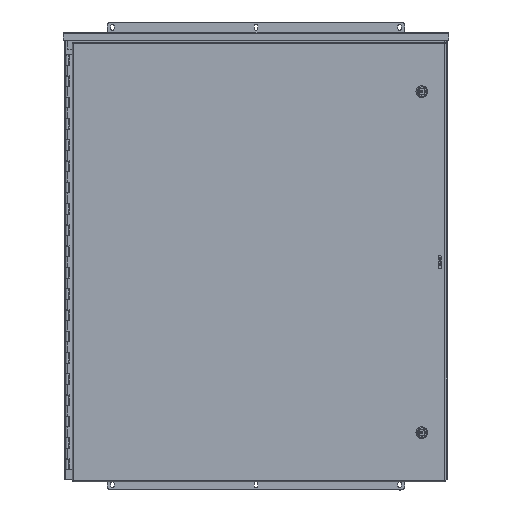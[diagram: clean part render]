
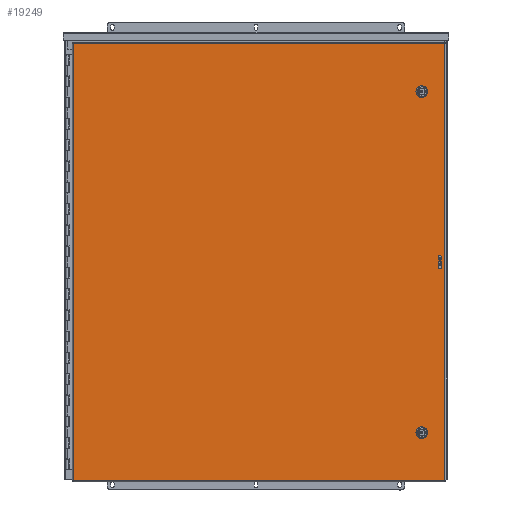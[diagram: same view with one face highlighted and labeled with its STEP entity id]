
A CAD part, top view. The second image highlights one B-rep face of the part: STEP entity #19249.
In plain terms, the highlighted planar face has unit normal (0, 0, 1).
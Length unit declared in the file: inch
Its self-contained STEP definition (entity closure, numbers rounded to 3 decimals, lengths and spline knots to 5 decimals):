
#805=FACE_BOUND('',#2968,.T.);
#806=FACE_BOUND('',#2969,.T.);
#807=FACE_BOUND('',#2970,.T.);
#957=CIRCLE('',#20367,0.453);
#959=CIRCLE('',#20371,0.453);
#961=CIRCLE('',#20375,0.453);
#963=CIRCLE('',#20379,0.453);
#965=CIRCLE('',#20408,0.453);
#967=CIRCLE('',#20412,0.453);
#969=CIRCLE('',#20416,0.453);
#971=CIRCLE('',#20420,0.453);
#972=CIRCLE('',#20427,0.125);
#974=CIRCLE('',#20430,0.125);
#1848=FACE_OUTER_BOUND('',#2967,.T.);
#2967=EDGE_LOOP('',(#13021,#13022,#13023,#13024));
#2968=EDGE_LOOP('',(#13025,#13026,#13027,#13028,#13029,#13030,#13031,#13032));
#2969=EDGE_LOOP('',(#13033,#13034,#13035,#13036,#13037,#13038,#13039,#13040));
#2970=EDGE_LOOP('',(#13041,#13042,#13043,#13044));
#4186=LINE('',#28359,#6024);
#4190=LINE('',#28371,#6028);
#4194=LINE('',#28383,#6032);
#4198=LINE('',#28393,#6036);
#4248=LINE('',#28715,#6086);
#4265=LINE('',#28927,#6103);
#4269=LINE('',#28941,#6107);
#4273=LINE('',#28953,#6111);
#4277=LINE('',#28965,#6115);
#4281=LINE('',#28975,#6119);
#4285=LINE('',#28986,#6123);
#4291=LINE('',#29004,#6129);
#4293=LINE('',#29008,#6131);
#4294=LINE('',#29011,#6132);
#6024=VECTOR('',#22763,0.42712);
#6028=VECTOR('',#22775,0.42712);
#6032=VECTOR('',#22787,0.42712);
#6036=VECTOR('',#22799,0.42712);
#6086=VECTOR('',#22883,41.102);
#6103=VECTOR('',#22916,41.102);
#6107=VECTOR('',#22928,0.42712);
#6111=VECTOR('',#22940,0.42712);
#6115=VECTOR('',#22952,0.42712);
#6119=VECTOR('',#22964,0.42712);
#6123=VECTOR('',#22976,1.);
#6129=VECTOR('',#22996,1.);
#6131=VECTOR('',#23002,34.9145);
#6132=VECTOR('',#23007,34.9145);
#7789=VERTEX_POINT('',#28350);
#7790=VERTEX_POINT('',#28352);
#7792=VERTEX_POINT('',#28358);
#7794=VERTEX_POINT('',#28364);
#7796=VERTEX_POINT('',#28370);
#7798=VERTEX_POINT('',#28376);
#7800=VERTEX_POINT('',#28382);
#7802=VERTEX_POINT('',#28388);
#7815=VERTEX_POINT('',#28490);
#7831=VERTEX_POINT('',#28608);
#7846=VERTEX_POINT('',#28714);
#7854=VERTEX_POINT('',#28863);
#7857=VERTEX_POINT('',#28932);
#7858=VERTEX_POINT('',#28934);
#7860=VERTEX_POINT('',#28940);
#7862=VERTEX_POINT('',#28946);
#7864=VERTEX_POINT('',#28952);
#7866=VERTEX_POINT('',#28958);
#7868=VERTEX_POINT('',#28964);
#7870=VERTEX_POINT('',#28970);
#7871=VERTEX_POINT('',#28982);
#7873=VERTEX_POINT('',#28985);
#7875=VERTEX_POINT('',#28991);
#7877=VERTEX_POINT('',#28997);
#9661=EDGE_CURVE('',#7790,#7789,#957,.T.);
#9664=EDGE_CURVE('',#7792,#7790,#4186,.T.);
#9667=EDGE_CURVE('',#7794,#7792,#959,.T.);
#9670=EDGE_CURVE('',#7796,#7794,#4190,.T.);
#9673=EDGE_CURVE('',#7798,#7796,#961,.T.);
#9676=EDGE_CURVE('',#7800,#7798,#4194,.T.);
#9679=EDGE_CURVE('',#7802,#7800,#963,.T.);
#9682=EDGE_CURVE('',#7789,#7802,#4198,.T.);
#9747=EDGE_CURVE('',#7846,#7831,#4248,.T.);
#9773=EDGE_CURVE('',#7815,#7854,#4265,.T.);
#9776=EDGE_CURVE('',#7858,#7857,#965,.T.);
#9779=EDGE_CURVE('',#7860,#7858,#4269,.T.);
#9782=EDGE_CURVE('',#7862,#7860,#967,.T.);
#9785=EDGE_CURVE('',#7864,#7862,#4273,.T.);
#9788=EDGE_CURVE('',#7866,#7864,#969,.T.);
#9791=EDGE_CURVE('',#7868,#7866,#4277,.T.);
#9794=EDGE_CURVE('',#7870,#7868,#971,.T.);
#9797=EDGE_CURVE('',#7857,#7870,#4281,.T.);
#9801=EDGE_CURVE('',#7873,#7871,#4285,.T.);
#9804=EDGE_CURVE('',#7875,#7871,#972,.T.);
#9807=EDGE_CURVE('',#7873,#7877,#974,.T.);
#9811=EDGE_CURVE('',#7875,#7877,#4291,.T.);
#9813=EDGE_CURVE('',#7831,#7815,#4293,.T.);
#9814=EDGE_CURVE('',#7854,#7846,#4294,.T.);
#13021=ORIENTED_EDGE('',*,*,#9773,.T.);
#13022=ORIENTED_EDGE('',*,*,#9814,.T.);
#13023=ORIENTED_EDGE('',*,*,#9747,.T.);
#13024=ORIENTED_EDGE('',*,*,#9813,.T.);
#13025=ORIENTED_EDGE('',*,*,#9661,.T.);
#13026=ORIENTED_EDGE('',*,*,#9682,.T.);
#13027=ORIENTED_EDGE('',*,*,#9679,.T.);
#13028=ORIENTED_EDGE('',*,*,#9676,.T.);
#13029=ORIENTED_EDGE('',*,*,#9673,.T.);
#13030=ORIENTED_EDGE('',*,*,#9670,.T.);
#13031=ORIENTED_EDGE('',*,*,#9667,.T.);
#13032=ORIENTED_EDGE('',*,*,#9664,.T.);
#13033=ORIENTED_EDGE('',*,*,#9776,.T.);
#13034=ORIENTED_EDGE('',*,*,#9797,.T.);
#13035=ORIENTED_EDGE('',*,*,#9794,.T.);
#13036=ORIENTED_EDGE('',*,*,#9791,.T.);
#13037=ORIENTED_EDGE('',*,*,#9788,.T.);
#13038=ORIENTED_EDGE('',*,*,#9785,.T.);
#13039=ORIENTED_EDGE('',*,*,#9782,.T.);
#13040=ORIENTED_EDGE('',*,*,#9779,.T.);
#13041=ORIENTED_EDGE('',*,*,#9801,.T.);
#13042=ORIENTED_EDGE('',*,*,#9804,.F.);
#13043=ORIENTED_EDGE('',*,*,#9811,.T.);
#13044=ORIENTED_EDGE('',*,*,#9807,.F.);
#17521=PLANE('',#20438);
#19249=ADVANCED_FACE('',(#1848,#805,#806,#807),#17521,.T.);
#20367=AXIS2_PLACEMENT_3D('',#28353,#22757,#22758);
#20371=AXIS2_PLACEMENT_3D('',#28365,#22769,#22770);
#20375=AXIS2_PLACEMENT_3D('',#28377,#22781,#22782);
#20379=AXIS2_PLACEMENT_3D('',#28389,#22793,#22794);
#20408=AXIS2_PLACEMENT_3D('',#28935,#22922,#22923);
#20412=AXIS2_PLACEMENT_3D('',#28947,#22934,#22935);
#20416=AXIS2_PLACEMENT_3D('',#28959,#22946,#22947);
#20420=AXIS2_PLACEMENT_3D('',#28971,#22958,#22959);
#20427=AXIS2_PLACEMENT_3D('',#28992,#22981,#22982);
#20430=AXIS2_PLACEMENT_3D('',#28998,#22988,#22989);
#20438=AXIS2_PLACEMENT_3D('',#29013,#23010,#23011);
#22757=DIRECTION('center_axis',(0.,0.,-1.));
#22758=DIRECTION('ref_axis',(0.882,0.471,0.));
#22763=DIRECTION('',(1.,0.,0.));
#22769=DIRECTION('center_axis',(0.,0.,-1.));
#22770=DIRECTION('ref_axis',(-0.471,0.882,0.));
#22775=DIRECTION('',(0.,1.,0.));
#22781=DIRECTION('center_axis',(0.,0.,-1.));
#22782=DIRECTION('ref_axis',(-0.882,-0.471,0.));
#22787=DIRECTION('',(-1.,0.,0.));
#22793=DIRECTION('center_axis',(0.,0.,-1.));
#22794=DIRECTION('ref_axis',(0.471,-0.882,0.));
#22799=DIRECTION('',(0.,-1.,0.));
#22883=DIRECTION('',(0.,-1.,0.));
#22916=DIRECTION('',(0.,1.,0.));
#22922=DIRECTION('center_axis',(0.,0.,-1.));
#22923=DIRECTION('ref_axis',(0.882,0.471,0.));
#22928=DIRECTION('',(1.,0.,0.));
#22934=DIRECTION('center_axis',(0.,0.,-1.));
#22935=DIRECTION('ref_axis',(-0.471,0.882,0.));
#22940=DIRECTION('',(0.,1.,0.));
#22946=DIRECTION('center_axis',(0.,0.,-1.));
#22947=DIRECTION('ref_axis',(-0.882,-0.471,0.));
#22952=DIRECTION('',(-1.,0.,0.));
#22958=DIRECTION('center_axis',(0.,0.,-1.));
#22959=DIRECTION('ref_axis',(0.471,-0.882,0.));
#22964=DIRECTION('',(0.,-1.,0.));
#22976=DIRECTION('',(0.,-1.,0.));
#22981=DIRECTION('center_axis',(0.,0.,1.));
#22982=DIRECTION('ref_axis',(-0.707,-0.707,0.));
#22988=DIRECTION('center_axis',(0.,0.,1.));
#22989=DIRECTION('ref_axis',(0.707,0.707,0.));
#22996=DIRECTION('',(0.,1.,0.));
#23002=DIRECTION('',(1.,0.,0.));
#23007=DIRECTION('',(-1.,0.,0.));
#23010=DIRECTION('center_axis',(0.,0.,1.));
#23011=DIRECTION('ref_axis',(1.,0.,0.));
#28350=CARTESIAN_POINT('',(15.712,16.24481,0.074));
#28352=CARTESIAN_POINT('',(15.52612,16.43075,0.074));
#28353=CARTESIAN_POINT('Origin',(15.31248,16.0313,0.074));
#28358=CARTESIAN_POINT('',(15.099,16.43075,0.074));
#28359=CARTESIAN_POINT('',(7.76306,16.43075,0.074));
#28364=CARTESIAN_POINT('',(14.913,16.24481,0.074));
#28365=CARTESIAN_POINT('Origin',(15.31248,16.0312,0.074));
#28370=CARTESIAN_POINT('',(14.913,15.81769,0.074));
#28371=CARTESIAN_POINT('',(14.913,8.12241,0.074));
#28376=CARTESIAN_POINT('',(15.09894,15.63175,0.074));
#28377=CARTESIAN_POINT('Origin',(15.3125,16.03125,0.074));
#28382=CARTESIAN_POINT('',(15.52606,15.63175,0.074));
#28383=CARTESIAN_POINT('',(7.54947,15.63175,0.074));
#28388=CARTESIAN_POINT('',(15.712,15.81769,0.074));
#28389=CARTESIAN_POINT('Origin',(15.3125,16.03125,0.074));
#28393=CARTESIAN_POINT('',(15.712,7.90884,0.074));
#28490=CARTESIAN_POINT('',(17.45725,-20.551,0.074));
#28608=CARTESIAN_POINT('',(-17.45725,-20.551,0.074));
#28714=CARTESIAN_POINT('',(-17.45725,20.551,0.074));
#28715=CARTESIAN_POINT('',(-17.45725,10.2755,0.074));
#28863=CARTESIAN_POINT('',(17.45725,20.551,0.074));
#28927=CARTESIAN_POINT('',(17.45725,-10.2755,0.074));
#28932=CARTESIAN_POINT('',(15.712,-15.81769,0.074));
#28934=CARTESIAN_POINT('',(15.52612,-15.63175,0.074));
#28935=CARTESIAN_POINT('Origin',(15.31248,-16.0312,0.074));
#28940=CARTESIAN_POINT('',(15.099,-15.63175,0.074));
#28941=CARTESIAN_POINT('',(7.76306,-15.63175,0.074));
#28946=CARTESIAN_POINT('',(14.913,-15.81769,0.074));
#28947=CARTESIAN_POINT('Origin',(15.31248,-16.0313,0.074));
#28952=CARTESIAN_POINT('',(14.913,-16.24481,0.074));
#28953=CARTESIAN_POINT('',(14.913,-7.90884,0.074));
#28958=CARTESIAN_POINT('',(15.09894,-16.43075,0.074));
#28959=CARTESIAN_POINT('Origin',(15.3125,-16.03125,0.074));
#28964=CARTESIAN_POINT('',(15.52606,-16.43075,0.074));
#28965=CARTESIAN_POINT('',(7.54947,-16.43075,0.074));
#28970=CARTESIAN_POINT('',(15.712,-16.24481,0.074));
#28971=CARTESIAN_POINT('Origin',(15.3125,-16.03125,0.074));
#28975=CARTESIAN_POINT('',(15.712,-8.12241,0.074));
#28982=CARTESIAN_POINT('',(17.14063,-0.5,0.074));
#28985=CARTESIAN_POINT('',(17.14063,0.5,0.074));
#28986=CARTESIAN_POINT('',(17.14063,0.3125,0.074));
#28991=CARTESIAN_POINT('',(16.89063,-0.5,0.074));
#28992=CARTESIAN_POINT('Origin',(17.01563,-0.5,0.074));
#28997=CARTESIAN_POINT('',(16.89063,0.5,0.074));
#28998=CARTESIAN_POINT('Origin',(17.01563,0.5,0.074));
#29004=CARTESIAN_POINT('',(16.89063,-0.3125,0.074));
#29008=CARTESIAN_POINT('',(-8.72863,-20.551,0.074));
#29011=CARTESIAN_POINT('',(8.72863,20.551,0.074));
#29013=CARTESIAN_POINT('Origin',(0.,0.,
0.074));
